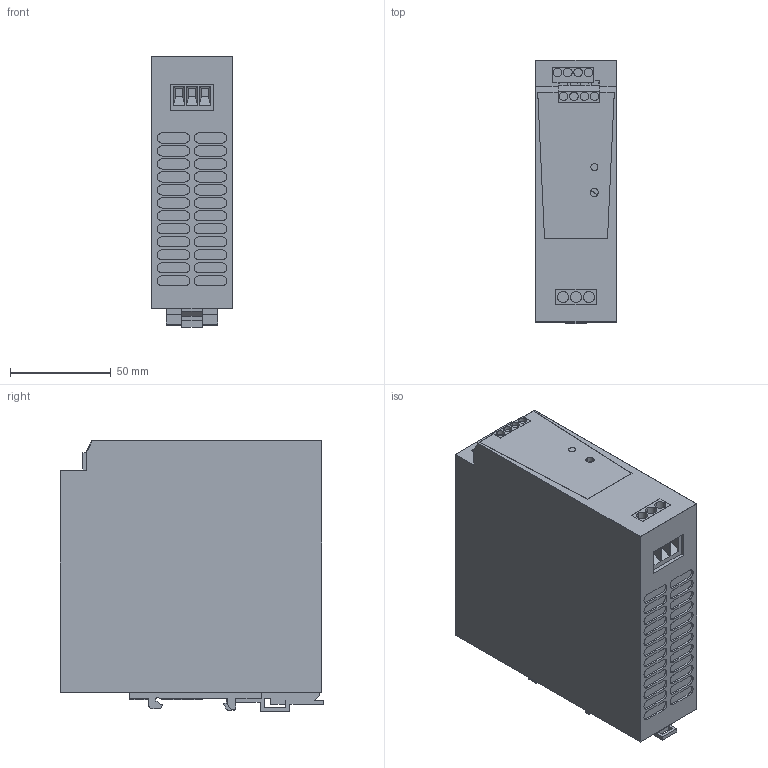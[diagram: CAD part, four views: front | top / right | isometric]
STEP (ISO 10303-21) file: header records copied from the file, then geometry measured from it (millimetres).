
FILE_DESCRIPTION(('CATIA V5R24 STEP','CAx-IF Rec.Pracs.--- Model Styling and Organization---1.2---2011-12-15'),'2;1');
FILE_NAME ('6775081_5', '2018-04-17T11:35:50+00:00', ('Weidmueller Interface'), ('Weidmueller'), 'CATIA Version 5-6 Release 2014 SP4', 'CATIA V5 STEP AP214', 'none');
FILE_SCHEMA(('AUTOMOTIVE_DESIGN { 1 0 10303 214 1 1 1 1 }'));
Length unit declared in the file: millimetre
Products named in the file (1): 1478230000
Bounding box: 40 x 130.9 x 134.5 mm (x, y, z)
Volume: 643381.2 mm3; surface area: 75968.7 mm2
Topology: 7 solids, 7 shells, 573 faces, 1453 edges, 964 vertices
Faces by surface type: plane 424, cylinder 149
Entity records: 16399 total; most frequent: ORIENTED_EDGE 2906, CARTESIAN_POINT 2785, DIRECTION 2182, EDGE_CURVE 1430, VECTOR 1104, LINE 1104, VERTEX_POINT 942, AXIS2_PLACEMENT_3D 691
